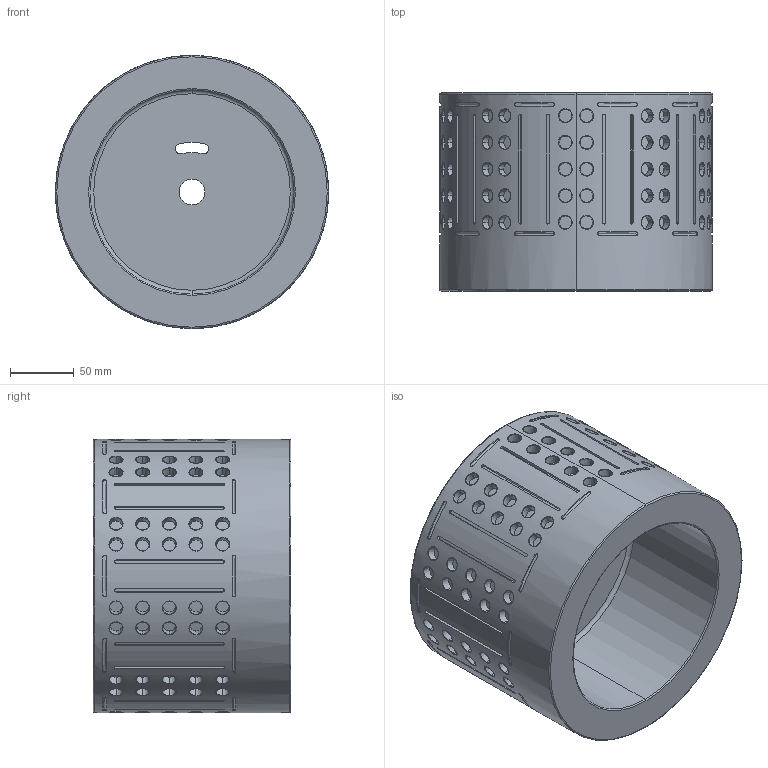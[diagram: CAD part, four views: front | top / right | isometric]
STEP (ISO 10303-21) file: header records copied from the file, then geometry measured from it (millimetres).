
FILE_DESCRIPTION (( 'STEP AP214' ), '1' );
FILE_NAME ('áàðàáàí 10 8 Ìàòåðèàë àëþìèíèé.STEP', '2019-04-14T11:44:00', ( '' ), ( '' ), 'SwSTEP 2.0', 'SolidWorks 2018', '' );
FILE_SCHEMA (( 'AUTOMOTIVE_DESIGN' ));
Length unit declared in the file: millimetre
Products named in the file (1): áàðàáàí 10 8 Ìàòåðèàë àëþìèíèé
Bounding box: 213.79 x 155 x 213.79 mm (x, y, z)
Volume: 2703955.3 mm3; surface area: 274435.6 mm2
Topology: 1 solids, 1 shells, 885 faces, 2198 edges, 1458 vertices
Faces by surface type: bspline 309, plane 270, cone 240, cylinder 34, sphere 20, torus 12
Entity records: 70200 total; most frequent: CARTESIAN_POINT 51635, ORIENTED_EDGE 4316, DIRECTION 2986, EDGE_CURVE 2158, VERTEX_POINT 1438, AXIS2_PLACEMENT_3D 1189, EDGE_LOOP 1052, B_SPLINE_CURVE_WITH_KNOTS 938
